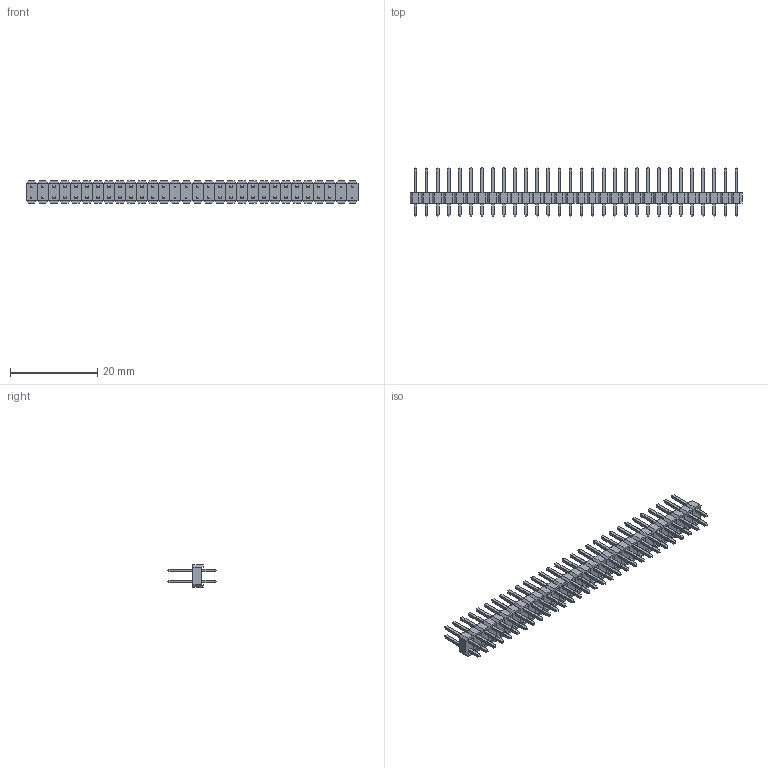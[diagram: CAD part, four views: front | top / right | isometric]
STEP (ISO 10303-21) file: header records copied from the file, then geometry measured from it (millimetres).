
FILE_DESCRIPTION(('eMachineShop Model'),'2;1');
FILE_NAME('PREPC030DAAN-RC_1684536864.214.step', '2022-09-27T21:58:59',('eMachineShop'),('eMachineShop'), 'eMachineShop','eMachineShop','Unknown');
FILE_SCHEMA(('AUTOMOTIVE_DESIGN { 1 0 10303 214 1 1 1 1 }'));
Length unit declared in the file: millimetre
Products named in the file (64): eMachineShop; eMachineShop.1; eMachineShop.1.1; eMachineShop.1.2; eMachineShop.1.3; eMachineShop.1.4; eMachineShop.1.5; eMachineShop.1.6; eMachineShop.1.7; eMachineShop.1.8; eMachineShop.1.9; eMachineShop.1.10; eMachineShop.1.11; eMachineShop.1.12; eMachineShop.1.13; eMachineShop.1.14; eMachineShop.1.15; eMachineShop.1.16; eMachineShop.1.17; eMachineShop.1.18; eMachineShop.1.19; eMachineShop.1.20; eMachineShop.1.21; eMachineShop.1.22; eMachineShop.1.23; eMachineShop.1.24; eMachineShop.1.25; eMachineShop.1.26; eMachineShop.1.27; eMachineShop.1.28; eMachineShop.1.29; eMachineShop.1.30; eMachineShop.1.31; eMachineShop.1.32; eMachineShop.1.33; eMachineShop.1.34; eMachineShop.1.35; eMachineShop.1.36; eMachineShop.1.37; eMachineShop.1.38 ...
Assembly tree (92 placements, depth 3):
  eMachineShop
    eMachineShop.1  x30
      eMachineShop.1.1
      eMachineShop.1.2
      eMachineShop.1.3
      eMachineShop.1.4
      eMachineShop.1.5
      eMachineShop.1.6
      eMachineShop.1.7
      eMachineShop.1.8
      eMachineShop.1.9
      eMachineShop.1.10
      eMachineShop.1.11
      eMachineShop.1.12
      eMachineShop.1.13
      eMachineShop.1.14
      eMachineShop.1.15
      eMachineShop.1.16
      eMachineShop.1.17
      eMachineShop.1.18
      eMachineShop.1.19
      eMachineShop.1.20
      eMachineShop.1.21
      eMachineShop.1.22
      eMachineShop.1.23
      eMachineShop.1.24
      eMachineShop.1.25
      eMachineShop.1.26
      eMachineShop.1.27
      eMachineShop.1.28
      eMachineShop.1.29
      eMachineShop.1.30
      eMachineShop.1.31
      eMachineShop.1.32
      eMachineShop.1.33
      eMachineShop.1.34
      eMachineShop.1.35
      eMachineShop.1.36
      eMachineShop.1.37
      eMachineShop.1.38
      eMachineShop.1.39
      eMachineShop.1.40
      eMachineShop.1.41
      eMachineShop.1.42
      eMachineShop.1.43
      eMachineShop.1.44
      eMachineShop.1.45
      eMachineShop.1.46
      eMachineShop.1.47
      eMachineShop.1.48
      eMachineShop.1.49
      eMachineShop.1.50
      eMachineShop.1.51
      eMachineShop.1.52
      eMachineShop.1.53
      eMachineShop.1.54
      eMachineShop.1.55
      eMachineShop.1.56
      eMachineShop.1.57
      eMachineShop.1.58
Bounding box: 76.2 x 11.37 x 5.08 mm (x, y, z)
Surface area: 3187.2 mm2 (no closed solid volume)
Topology: 0 solids, 1860 shells, 1860 faces, 8160 edges, 8160 vertices
Faces by surface type: bspline 1620, revolution 240
Entity records: 5946 total; most frequent: CARTESIAN_POINT 1589, DIRECTION 442, B_SPLINE_CURVE_WITH_KNOTS 304, ORIENTED_EDGE 272, EDGE_CURVE 272, VERTEX_POINT 272, SURFACE_CURVE 272, PCURVE 272
